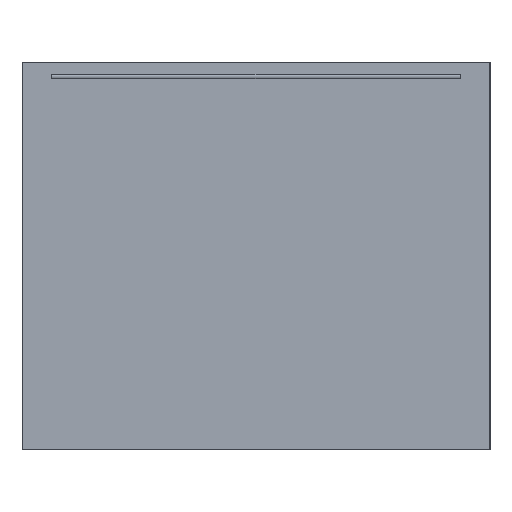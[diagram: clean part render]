
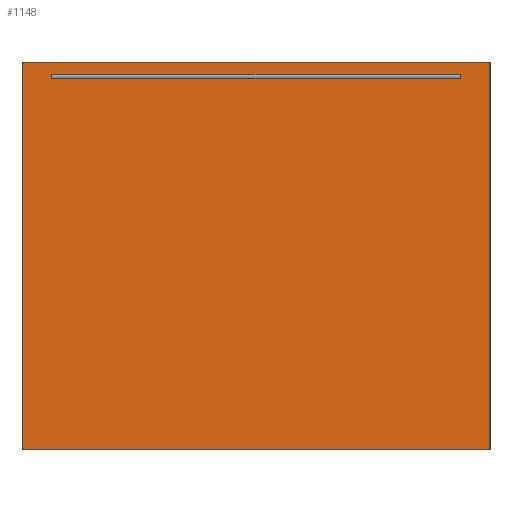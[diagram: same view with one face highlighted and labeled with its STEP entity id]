
A CAD part, front view. The second image highlights one B-rep face of the part: STEP entity #1148.
In plain terms, the highlighted planar face has unit normal (0, -1, 0).
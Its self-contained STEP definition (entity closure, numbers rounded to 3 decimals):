
#15=FACE_BOUND('',#381,.T.);
#17=B_SPLINE_CURVE_WITH_KNOTS('',3,(#1944,#1945,#1946,#1947),
 .UNSPECIFIED.,.F.,.F.,(4,4),(-0.011,-0.01),
 .UNSPECIFIED.);
#18=B_SPLINE_CURVE_WITH_KNOTS('',3,(#1949,#1950,#1951,#1952),
 .UNSPECIFIED.,.F.,.F.,(4,4),(-0.01,0.),.UNSPECIFIED.);
#20=B_SPLINE_CURVE_WITH_KNOTS('',3,(#1964,#1965,#1966,#1967,#1968,#1969),
 .UNSPECIFIED.,.F.,.F.,(4,1,1,4),(-0.043,-0.018,
-0.012,-0.011),.UNSPECIFIED.);
#21=B_SPLINE_CURVE_WITH_KNOTS('',3,(#2002,#2003,#2004,#2005),
 .UNSPECIFIED.,.F.,.F.,(4,4),(-0.033,-0.032),
 .UNSPECIFIED.);
#22=B_SPLINE_CURVE_WITH_KNOTS('',3,(#2007,#2008,#2009,#2010,#2011,#2012),
 .UNSPECIFIED.,.F.,.F.,(4,1,1,4),(-0.032,-0.031,
-0.018,0.),.UNSPECIFIED.);
#24=B_SPLINE_CURVE_WITH_KNOTS('',3,(#2024,#2025,#2026,#2027),
 .UNSPECIFIED.,.F.,.F.,(4,4),(-0.043,-0.033),
 .UNSPECIFIED.);
#25=B_SPLINE_CURVE_WITH_KNOTS('',3,(#2060,#2061,#2062,#2063),
 .UNSPECIFIED.,.F.,.F.,(4,4),(-0.033,-0.032),
 .UNSPECIFIED.);
#26=B_SPLINE_CURVE_WITH_KNOTS('',3,(#2065,#2066,#2067,#2068,#2069,#2070),
 .UNSPECIFIED.,.F.,.F.,(4,1,1,4),(-0.032,-0.031,
-0.018,0.),.UNSPECIFIED.);
#28=B_SPLINE_CURVE_WITH_KNOTS('',3,(#2082,#2083,#2084,#2085),
 .UNSPECIFIED.,.F.,.F.,(4,4),(-0.043,-0.033),
 .UNSPECIFIED.);
#29=B_SPLINE_CURVE_WITH_KNOTS('',3,(#2118,#2119,#2120,#2121),
 .UNSPECIFIED.,.F.,.F.,(4,4),(-0.011,-0.01),
 .UNSPECIFIED.);
#30=B_SPLINE_CURVE_WITH_KNOTS('',3,(#2123,#2124,#2125,#2126),
 .UNSPECIFIED.,.F.,.F.,(4,4),(-0.01,0.),.UNSPECIFIED.);
#32=B_SPLINE_CURVE_WITH_KNOTS('',3,(#2138,#2139,#2140,#2141,#2142,#2143),
 .UNSPECIFIED.,.F.,.F.,(4,1,1,4),(-0.043,-0.018,
-0.012,-0.011),.UNSPECIFIED.);
#44=PLANE('',#1302);
#96=LINE('',#2145,#169);
#98=LINE('',#2148,#171);
#100=LINE('',#2154,#173);
#102=LINE('',#2157,#175);
#104=LINE('',#2165,#177);
#105=LINE('',#2167,#178);
#106=LINE('',#2169,#179);
#107=LINE('',#2170,#180);
#169=VECTOR('',#1583,10.);
#171=VECTOR('',#1587,10.);
#173=VECTOR('',#1597,10.);
#175=VECTOR('',#1601,10.);
#177=VECTOR('',#1611,10.);
#178=VECTOR('',#1612,10.);
#179=VECTOR('',#1613,10.);
#180=VECTOR('',#1614,10.);
#301=FACE_OUTER_BOUND('',#380,.T.);
#380=EDGE_LOOP('',(#956,#957,#958,#959));
#381=EDGE_LOOP('',(#960,#961,#962,#963,#964,#965,#966,#967,#968,#969,#970,
#971,#972,#973,#974,#975));
#536=VERTEX_POINT('',#1942);
#537=VERTEX_POINT('',#1943);
#538=VERTEX_POINT('',#1948);
#541=VERTEX_POINT('',#1962);
#542=VERTEX_POINT('',#2000);
#543=VERTEX_POINT('',#2001);
#544=VERTEX_POINT('',#2006);
#547=VERTEX_POINT('',#2022);
#548=VERTEX_POINT('',#2058);
#549=VERTEX_POINT('',#2059);
#550=VERTEX_POINT('',#2064);
#553=VERTEX_POINT('',#2080);
#554=VERTEX_POINT('',#2116);
#555=VERTEX_POINT('',#2117);
#556=VERTEX_POINT('',#2122);
#559=VERTEX_POINT('',#2136);
#560=VERTEX_POINT('',#2163);
#561=VERTEX_POINT('',#2164);
#562=VERTEX_POINT('',#2166);
#563=VERTEX_POINT('',#2168);
#669=EDGE_CURVE('',#536,#537,#17,.T.);
#670=EDGE_CURVE('',#537,#538,#18,.T.);
#674=EDGE_CURVE('',#541,#536,#20,.T.);
#675=EDGE_CURVE('',#542,#543,#21,.T.);
#676=EDGE_CURVE('',#543,#544,#22,.T.);
#680=EDGE_CURVE('',#547,#542,#24,.T.);
#681=EDGE_CURVE('',#548,#549,#25,.T.);
#682=EDGE_CURVE('',#549,#550,#26,.T.);
#686=EDGE_CURVE('',#553,#548,#28,.T.);
#687=EDGE_CURVE('',#554,#555,#29,.T.);
#688=EDGE_CURVE('',#555,#556,#30,.T.);
#692=EDGE_CURVE('',#559,#554,#32,.T.);
#693=EDGE_CURVE('',#550,#559,#96,.T.);
#695=EDGE_CURVE('',#556,#547,#98,.T.);
#699=EDGE_CURVE('',#538,#553,#100,.T.);
#701=EDGE_CURVE('',#544,#541,#102,.T.);
#705=EDGE_CURVE('',#560,#561,#104,.T.);
#706=EDGE_CURVE('',#562,#560,#105,.T.);
#707=EDGE_CURVE('',#563,#562,#106,.T.);
#708=EDGE_CURVE('',#561,#563,#107,.T.);
#956=ORIENTED_EDGE('',*,*,#705,.F.);
#957=ORIENTED_EDGE('',*,*,#706,.F.);
#958=ORIENTED_EDGE('',*,*,#707,.F.);
#959=ORIENTED_EDGE('',*,*,#708,.F.);
#960=ORIENTED_EDGE('',*,*,#674,.F.);
#961=ORIENTED_EDGE('',*,*,#701,.F.);
#962=ORIENTED_EDGE('',*,*,#676,.F.);
#963=ORIENTED_EDGE('',*,*,#675,.F.);
#964=ORIENTED_EDGE('',*,*,#680,.F.);
#965=ORIENTED_EDGE('',*,*,#695,.F.);
#966=ORIENTED_EDGE('',*,*,#688,.F.);
#967=ORIENTED_EDGE('',*,*,#687,.F.);
#968=ORIENTED_EDGE('',*,*,#692,.F.);
#969=ORIENTED_EDGE('',*,*,#693,.F.);
#970=ORIENTED_EDGE('',*,*,#682,.F.);
#971=ORIENTED_EDGE('',*,*,#681,.F.);
#972=ORIENTED_EDGE('',*,*,#686,.F.);
#973=ORIENTED_EDGE('',*,*,#699,.F.);
#974=ORIENTED_EDGE('',*,*,#670,.F.);
#975=ORIENTED_EDGE('',*,*,#669,.F.);
#1148=ADVANCED_FACE('',(#301,#15),#44,.T.);
#1302=AXIS2_PLACEMENT_3D('',#2162,#1609,#1610);
#1583=DIRECTION('',(0.,0.,-1.));
#1587=DIRECTION('',(1.,0.,0.));
#1597=DIRECTION('',(-1.,0.,0.));
#1601=DIRECTION('',(0.,0.,1.));
#1609=DIRECTION('center_axis',(0.,-1.,0.));
#1610=DIRECTION('ref_axis',(0.,0.,-1.));
#1611=DIRECTION('',(-1.,0.,0.));
#1612=DIRECTION('',(0.,0.,-1.));
#1613=DIRECTION('',(1.,0.,0.));
#1614=DIRECTION('',(0.,0.,1.));
#1942=CARTESIAN_POINT('',(140.,-2.,124.318));
#1943=CARTESIAN_POINT('',(139.995,-2.,124.323));
#1944=CARTESIAN_POINT('Ctrl Pts',(140.,-2.,124.318));
#1945=CARTESIAN_POINT('Ctrl Pts',(139.998,-2.,124.32));
#1946=CARTESIAN_POINT('Ctrl Pts',(139.996,-2.,124.321));
#1947=CARTESIAN_POINT('Ctrl Pts',(139.994,-2.,124.323));
#1948=CARTESIAN_POINT('',(139.9,-2.,124.36));
#1949=CARTESIAN_POINT('Ctrl Pts',(139.994,-2.,124.323));
#1950=CARTESIAN_POINT('Ctrl Pts',(139.968,-2.,124.345));
#1951=CARTESIAN_POINT('Ctrl Pts',(139.935,-2.,124.36));
#1952=CARTESIAN_POINT('Ctrl Pts',(139.9,-2.,124.36));
#1962=CARTESIAN_POINT('',(140.1,-2.,124.025));
#1964=CARTESIAN_POINT('Ctrl Pts',(140.1,-2.,124.025));
#1965=CARTESIAN_POINT('Ctrl Pts',(140.1,-2.,124.107));
#1966=CARTESIAN_POINT('Ctrl Pts',(140.083,-2.,124.212));
#1967=CARTESIAN_POINT('Ctrl Pts',(140.02,-2.,124.299));
#1968=CARTESIAN_POINT('Ctrl Pts',(140.003,-2.,124.316));
#1969=CARTESIAN_POINT('Ctrl Pts',(140.,-2.,124.318));
#2000=CARTESIAN_POINT('',(139.995,-2.,121.677));
#2001=CARTESIAN_POINT('',(140.,-2.,121.682));
#2002=CARTESIAN_POINT('Ctrl Pts',(139.994,-2.,121.678));
#2003=CARTESIAN_POINT('Ctrl Pts',(139.996,-2.,121.679));
#2004=CARTESIAN_POINT('Ctrl Pts',(139.998,-2.,121.68));
#2005=CARTESIAN_POINT('Ctrl Pts',(139.999,-2.,121.682));
#2006=CARTESIAN_POINT('',(140.1,-2.,121.975));
#2007=CARTESIAN_POINT('Ctrl Pts',(139.999,-2.,121.682));
#2008=CARTESIAN_POINT('Ctrl Pts',(140.002,-2.,121.685));
#2009=CARTESIAN_POINT('Ctrl Pts',(140.035,-2.,121.716));
#2010=CARTESIAN_POINT('Ctrl Pts',(140.086,-2.,121.812));
#2011=CARTESIAN_POINT('Ctrl Pts',(140.1,-2.,121.914));
#2012=CARTESIAN_POINT('Ctrl Pts',(140.1,-2.,121.975));
#2022=CARTESIAN_POINT('',(139.9,-2.,121.64));
#2024=CARTESIAN_POINT('Ctrl Pts',(139.9,-2.,121.64));
#2025=CARTESIAN_POINT('Ctrl Pts',(139.935,-2.,121.64));
#2026=CARTESIAN_POINT('Ctrl Pts',(139.967,-2.,121.655));
#2027=CARTESIAN_POINT('Ctrl Pts',(139.994,-2.,121.678));
#2058=CARTESIAN_POINT('',(-139.995,-2.,124.323));
#2059=CARTESIAN_POINT('',(-140.,-2.,124.318));
#2060=CARTESIAN_POINT('Ctrl Pts',(-139.994,-2.,124.322));
#2061=CARTESIAN_POINT('Ctrl Pts',(-139.996,-2.,124.321));
#2062=CARTESIAN_POINT('Ctrl Pts',(-139.998,-2.,124.32));
#2063=CARTESIAN_POINT('Ctrl Pts',(-139.999,-2.,124.318));
#2064=CARTESIAN_POINT('',(-140.1,-2.,124.025));
#2065=CARTESIAN_POINT('Ctrl Pts',(-139.999,-2.,124.318));
#2066=CARTESIAN_POINT('Ctrl Pts',(-140.002,-2.,124.315));
#2067=CARTESIAN_POINT('Ctrl Pts',(-140.035,-2.,124.284));
#2068=CARTESIAN_POINT('Ctrl Pts',(-140.086,-2.,124.188));
#2069=CARTESIAN_POINT('Ctrl Pts',(-140.1,-2.,124.086));
#2070=CARTESIAN_POINT('Ctrl Pts',(-140.1,-2.,124.025));
#2080=CARTESIAN_POINT('',(-139.9,-2.,124.36));
#2082=CARTESIAN_POINT('Ctrl Pts',(-139.9,-2.,124.36));
#2083=CARTESIAN_POINT('Ctrl Pts',(-139.935,-2.,124.36));
#2084=CARTESIAN_POINT('Ctrl Pts',(-139.967,-2.,124.345));
#2085=CARTESIAN_POINT('Ctrl Pts',(-139.994,-2.,124.322));
#2116=CARTESIAN_POINT('',(-140.,-2.,121.682));
#2117=CARTESIAN_POINT('',(-139.995,-2.,121.677));
#2118=CARTESIAN_POINT('Ctrl Pts',(-140.,-2.,121.682));
#2119=CARTESIAN_POINT('Ctrl Pts',(-139.998,-2.,121.68));
#2120=CARTESIAN_POINT('Ctrl Pts',(-139.996,-2.,121.679));
#2121=CARTESIAN_POINT('Ctrl Pts',(-139.994,-2.,121.677));
#2122=CARTESIAN_POINT('',(-139.9,-2.,121.64));
#2123=CARTESIAN_POINT('Ctrl Pts',(-139.994,-2.,121.677));
#2124=CARTESIAN_POINT('Ctrl Pts',(-139.968,-2.,121.655));
#2125=CARTESIAN_POINT('Ctrl Pts',(-139.935,-2.,121.64));
#2126=CARTESIAN_POINT('Ctrl Pts',(-139.9,-2.,121.64));
#2136=CARTESIAN_POINT('',(-140.1,-2.,121.975));
#2138=CARTESIAN_POINT('Ctrl Pts',(-140.1,-2.,121.975));
#2139=CARTESIAN_POINT('Ctrl Pts',(-140.1,-2.,121.893));
#2140=CARTESIAN_POINT('Ctrl Pts',(-140.083,-2.,121.788));
#2141=CARTESIAN_POINT('Ctrl Pts',(-140.02,-2.,121.701));
#2142=CARTESIAN_POINT('Ctrl Pts',(-140.003,-2.,121.684));
#2143=CARTESIAN_POINT('Ctrl Pts',(-140.,-2.,121.682));
#2145=CARTESIAN_POINT('',(-140.1,-2.,61.5));
#2148=CARTESIAN_POINT('',(0.,-2.,121.64));
#2154=CARTESIAN_POINT('',(0.,-2.,124.36));
#2157=CARTESIAN_POINT('',(140.1,-2.,61.5));
#2162=CARTESIAN_POINT('Origin',(0.,-2.,0.));
#2163=CARTESIAN_POINT('',(160.154,-2.,-132.654));
#2164=CARTESIAN_POINT('',(-160.154,-2.,-132.654));
#2165=CARTESIAN_POINT('',(-40.125,-2.,-132.654));
#2166=CARTESIAN_POINT('',(160.154,-2.,132.8));
#2167=CARTESIAN_POINT('',(160.154,-2.,-33.25));
#2168=CARTESIAN_POINT('',(-160.154,-2.,132.8));
#2169=CARTESIAN_POINT('',(80.25,-2.,132.8));
#2170=CARTESIAN_POINT('',(-160.154,-2.,33.25));
